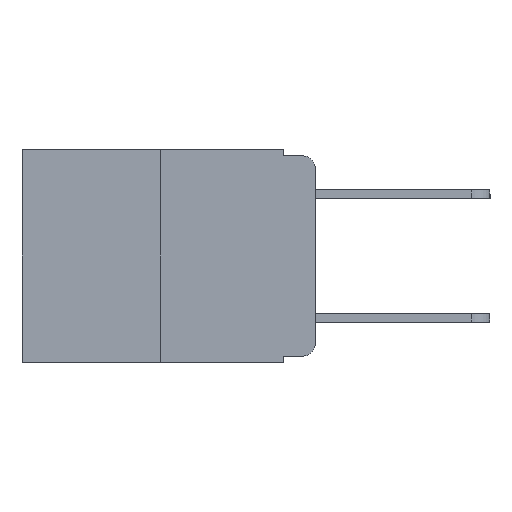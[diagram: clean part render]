
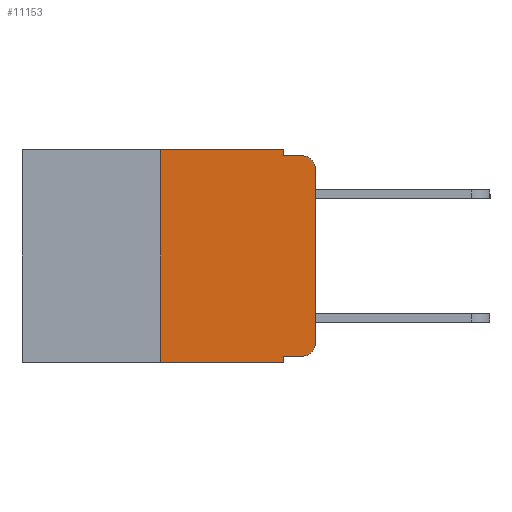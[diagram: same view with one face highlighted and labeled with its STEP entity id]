
A CAD part, left-side view. The second image highlights one B-rep face of the part: STEP entity #11153.
In plain terms, the highlighted planar face has unit normal (-1, 0, 0).
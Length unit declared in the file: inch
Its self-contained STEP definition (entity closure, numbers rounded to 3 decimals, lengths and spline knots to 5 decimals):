
#299 = CARTESIAN_POINT ( 'NONE',  ( 0., 0., -0.313 ) ) ;
#404 = CARTESIAN_POINT ( 'NONE',  ( 0., 0.051, -0.01 ) ) ;
#915 = DIRECTION ( 'NONE',  ( -1., 0., 0. ) ) ;
#929 = AXIS2_PLACEMENT_3D ( 'NONE', #5400, #11836, #6335 ) ;
#1078 = VERTEX_POINT ( 'NONE', #11599 ) ;
#1209 = VERTEX_POINT ( 'NONE', #8896 ) ;
#1254 = CARTESIAN_POINT ( 'NONE',  ( 0., 0., 0. ) ) ;
#1644 = DIRECTION ( 'NONE',  ( 0., -1., 0. ) ) ;
#2139 = DIRECTION ( 'NONE',  ( 0., 0., 1. ) ) ;
#2307 = DIRECTION ( 'NONE',  ( 0., -1., 0. ) ) ;
#2319 = ORIENTED_EDGE ( 'NONE', *, *, #11221, .F. ) ;
#2853 = CIRCLE ( 'NONE', #929, 0.02 ) ;
#3022 = CARTESIAN_POINT ( 'NONE',  ( 0., 0.051, 0. ) ) ;
#3037 = CARTESIAN_POINT ( 'NONE',  ( 0., 0.25, 0. ) ) ;
#3279 = LINE ( 'NONE', #10644, #10399 ) ;
#3283 = EDGE_CURVE ( 'NONE', #9810, #1078, #7247, .T. ) ;
#3317 = VECTOR ( 'NONE', #2307, 39.37008 ) ;
#3525 = VERTEX_POINT ( 'NONE', #299 ) ;
#3669 = AXIS2_PLACEMENT_3D ( 'NONE', #11427, #4978, #8672 ) ;
#3922 = CARTESIAN_POINT ( 'NONE',  ( 0., 0., -0.03 ) ) ;
#4014 = ORIENTED_EDGE ( 'NONE', *, *, #10360, .T. ) ;
#4027 = ORIENTED_EDGE ( 'NONE', *, *, #9368, .T. ) ;
#4065 = VERTEX_POINT ( 'NONE', #7907 ) ;
#4135 = VECTOR ( 'NONE', #4793, 39.37008 ) ;
#4166 = VERTEX_POINT ( 'NONE', #3037 ) ;
#4595 = EDGE_CURVE ( 'NONE', #3525, #11611, #10943, .T. ) ;
#4793 = DIRECTION ( 'NONE',  ( 0., -1., 0. ) ) ;
#4978 = DIRECTION ( 'NONE',  ( 1., 0., 0. ) ) ;
#5141 = CARTESIAN_POINT ( 'NONE',  ( 0., 0.051, 0. ) ) ;
#5381 = LINE ( 'NONE', #5141, #9695 ) ;
#5400 = CARTESIAN_POINT ( 'NONE',  ( 0., 0.02, -0.03 ) ) ;
#5658 = FACE_OUTER_BOUND ( 'NONE', #7336, .T. ) ;
#5903 = CARTESIAN_POINT ( 'NONE',  ( 0., 0.02, -0.333 ) ) ;
#5904 = CARTESIAN_POINT ( 'NONE',  ( 0., 0.051, -0.333 ) ) ;
#5916 = ORIENTED_EDGE ( 'NONE', *, *, #4595, .T. ) ;
#6071 = CARTESIAN_POINT ( 'NONE',  ( 0., 0.051, -0.333 ) ) ;
#6168 = VERTEX_POINT ( 'NONE', #5904 ) ;
#6335 = DIRECTION ( 'NONE',  ( 0., 0., -1. ) ) ;
#6699 = CARTESIAN_POINT ( 'NONE',  ( 0., 0.02, -0.313 ) ) ;
#6811 = ORIENTED_EDGE ( 'NONE', *, *, #3283, .F. ) ;
#6865 = PLANE ( 'NONE',  #3669 ) ;
#7103 = VERTEX_POINT ( 'NONE', #9966 ) ;
#7162 = EDGE_CURVE ( 'NONE', #4166, #4065, #10446, .T. ) ;
#7247 = LINE ( 'NONE', #9354, #4135 ) ;
#7336 = EDGE_LOOP ( 'NONE', ( #5916, #4014, #6811, #2319, #12234, #10663, #9062, #12103, #8120, #4027 ) ) ;
#7572 = EDGE_CURVE ( 'NONE', #6168, #9519, #10737, .T. ) ;
#7641 = DIRECTION ( 'NONE',  ( 0., 0., -1. ) ) ;
#7737 = DIRECTION ( 'NONE',  ( 0., 0., -1. ) ) ;
#7907 = CARTESIAN_POINT ( 'NONE',  ( 0., 0.051, 0. ) ) ;
#8048 = VECTOR ( 'NONE', #1644, 39.37008 ) ;
#8120 = ORIENTED_EDGE ( 'NONE', *, *, #7572, .T. ) ;
#8672 = DIRECTION ( 'NONE',  ( 0., 0., -1. ) ) ;
#8680 = EDGE_CURVE ( 'NONE', #1209, #7103, #9553, .T. ) ;
#8788 = DIRECTION ( 'NONE',  ( 0., 0., 1. ) ) ;
#8845 = AXIS2_PLACEMENT_3D ( 'NONE', #6699, #915, #7641 ) ;
#8896 = CARTESIAN_POINT ( 'NONE',  ( 0., 0.25, -0.343 ) ) ;
#9044 = EDGE_CURVE ( 'NONE', #1209, #4166, #3279, .T. ) ;
#9062 = ORIENTED_EDGE ( 'NONE', *, *, #8680, .T. ) ;
#9295 = CARTESIAN_POINT ( 'NONE',  ( 0., 0.473, -0.343 ) ) ;
#9354 = CARTESIAN_POINT ( 'NONE',  ( 0., 0.051, -0.01 ) ) ;
#9368 = EDGE_CURVE ( 'NONE', #9519, #3525, #9958, .T. ) ;
#9519 = VERTEX_POINT ( 'NONE', #5903 ) ;
#9553 = LINE ( 'NONE', #9295, #9842 ) ;
#9695 = VECTOR ( 'NONE', #10635, 39.37008 ) ;
#9810 = VERTEX_POINT ( 'NONE', #404 ) ;
#9842 = VECTOR ( 'NONE', #10199, 39.37008 ) ;
#9958 = CIRCLE ( 'NONE', #8845, 0.02 ) ;
#9966 = CARTESIAN_POINT ( 'NONE',  ( 0., 0.051, -0.343 ) ) ;
#10044 = CARTESIAN_POINT ( 'NONE',  ( 0., 0.473, 0. ) ) ;
#10131 = LINE ( 'NONE', #3022, #12004 ) ;
#10199 = DIRECTION ( 'NONE',  ( 0., -1., 0. ) ) ;
#10360 = EDGE_CURVE ( 'NONE', #11611, #1078, #2853, .T. ) ;
#10399 = VECTOR ( 'NONE', #8788, 39.37008 ) ;
#10446 = LINE ( 'NONE', #10044, #8048 ) ;
#10599 = EDGE_CURVE ( 'NONE', #6168, #7103, #10131, .T. ) ;
#10635 = DIRECTION ( 'NONE',  ( 0., 0., -1. ) ) ;
#10644 = CARTESIAN_POINT ( 'NONE',  ( 0., 0.25, 0. ) ) ;
#10663 = ORIENTED_EDGE ( 'NONE', *, *, #9044, .F. ) ;
#10737 = LINE ( 'NONE', #6071, #3317 ) ;
#10943 = LINE ( 'NONE', #1254, #11811 ) ;
#11153 = ADVANCED_FACE ( 'NONE', ( #5658 ), #6865, .F. ) ;
#11221 = EDGE_CURVE ( 'NONE', #4065, #9810, #5381, .T. ) ;
#11427 = CARTESIAN_POINT ( 'NONE',  ( 0., 0.473, 0. ) ) ;
#11599 = CARTESIAN_POINT ( 'NONE',  ( 0., 0.02, -0.01 ) ) ;
#11611 = VERTEX_POINT ( 'NONE', #3922 ) ;
#11811 = VECTOR ( 'NONE', #2139, 39.37008 ) ;
#11836 = DIRECTION ( 'NONE',  ( -1., 0., 0. ) ) ;
#12004 = VECTOR ( 'NONE', #7737, 39.37008 ) ;
#12103 = ORIENTED_EDGE ( 'NONE', *, *, #10599, .F. ) ;
#12234 = ORIENTED_EDGE ( 'NONE', *, *, #7162, .F. ) ;
